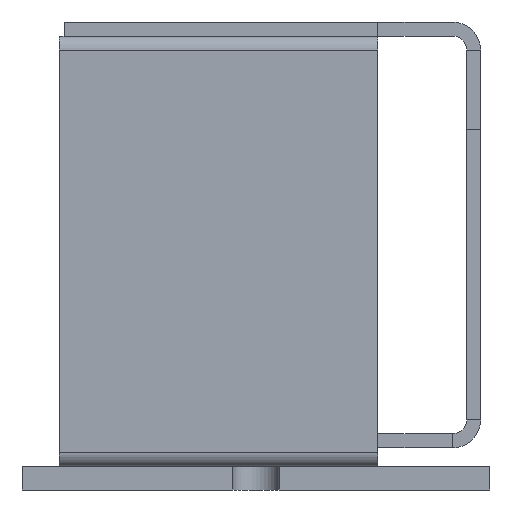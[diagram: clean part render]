
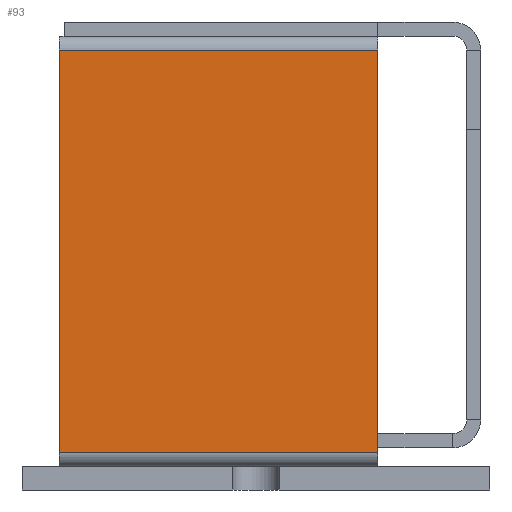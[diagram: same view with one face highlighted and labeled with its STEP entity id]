
A CAD part, left-side view. The second image highlights one B-rep face of the part: STEP entity #93.
In plain terms, the highlighted planar face has unit normal (-1, 0, 0).
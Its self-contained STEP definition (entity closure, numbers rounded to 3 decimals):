
#93=ADVANCED_FACE('',(#7471),#7473,.F.);
#7471=FACE_BOUND('',#7472,.T.);
#7472=EDGE_LOOP('',(#19150,#19151,#19152,#19153));
#7473=PLANE('',#7474);
#7474=AXIS2_PLACEMENT_3D('',#7475,#7476,#7477);
#7475=CARTESIAN_POINT('',(-17.,-3.4,4.6));
#7476=DIRECTION('',(1.,0.,0.));
#7477=DIRECTION('',(0.,0.,-1.));
#19150=ORIENTED_EDGE('',*,*,#23652,.T.);
#19151=ORIENTED_EDGE('',*,*,#23653,.T.);
#19152=ORIENTED_EDGE('',*,*,#23634,.F.);
#19153=ORIENTED_EDGE('',*,*,#23654,.T.);
#23634=EDGE_CURVE('',#25940,#25942,#25943,.T.);
#23652=EDGE_CURVE('',#25977,#25978,#25979,.T.);
#23653=EDGE_CURVE('',#25978,#25942,#25980,.T.);
#23654=EDGE_CURVE('',#25940,#25977,#25981,.T.);
#25940=VERTEX_POINT('',#29803);
#25942=VERTEX_POINT('',#29808);
#25943=LINE('',#29809,#29810);
#25977=VERTEX_POINT('',#29880);
#25978=VERTEX_POINT('',#29881);
#25979=LINE('',#29882,#29883);
#25980=LINE('',#29885,#29886);
#25981=LINE('',#29888,#29889);
#29803=CARTESIAN_POINT('',(-17.,-3.4,4.3));
#29808=CARTESIAN_POINT('',(-17.,-3.4,-4.3));
#29809=CARTESIAN_POINT('',(-17.,-3.4,4.3));
#29810=VECTOR('',#29811,1.);
#29811=DIRECTION('',(0.,0.,-1.));
#29880=CARTESIAN_POINT('',(-17.,3.4,4.3));
#29881=CARTESIAN_POINT('',(-17.,3.4,-4.3));
#29882=CARTESIAN_POINT('',(-17.,3.4,4.3));
#29883=VECTOR('',#29884,1.);
#29884=DIRECTION('',(0.,0.,-1.));
#29885=CARTESIAN_POINT('',(-17.,3.4,-4.3));
#29886=VECTOR('',#29887,1.);
#29887=DIRECTION('',(0.,-1.,0.));
#29888=CARTESIAN_POINT('',(-17.,-3.4,4.3));
#29889=VECTOR('',#29890,1.);
#29890=DIRECTION('',(0.,1.,0.));
